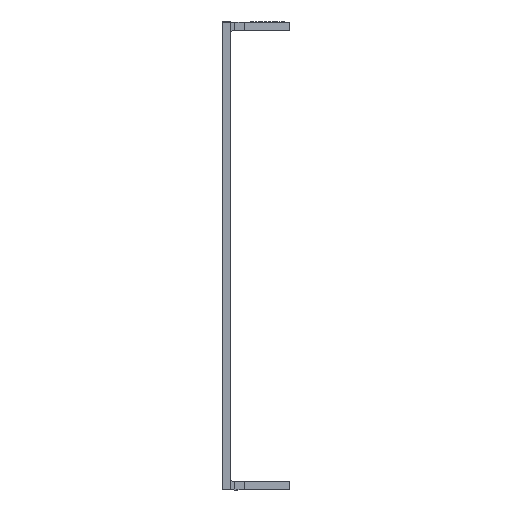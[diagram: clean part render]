
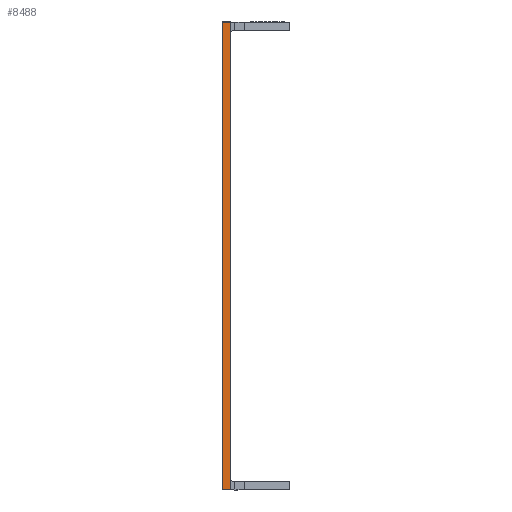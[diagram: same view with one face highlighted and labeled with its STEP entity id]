
A CAD part, left-side view. The second image highlights one B-rep face of the part: STEP entity #8488.
In plain terms, the highlighted planar face has unit normal (-1, 0, 0).
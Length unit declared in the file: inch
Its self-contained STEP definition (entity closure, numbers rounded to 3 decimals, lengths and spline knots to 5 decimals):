
#4293 = ORIENTED_EDGE ( 'NONE', *, *, #51388, .F. ) ;
#8488 = ADVANCED_FACE ( 'NONE', ( #59296 ), #52370, .T. ) ;
#9392 = DIRECTION ( 'NONE',  ( 0., 1., 0. ) ) ;
#9729 = CARTESIAN_POINT ( 'NONE',  ( -9.5, 0., -1.74 ) ) ;
#10622 = DIRECTION ( 'NONE',  ( 0., 0., 1. ) ) ;
#13640 = LINE ( 'NONE', #27444, #34001 ) ;
#17011 = VECTOR ( 'NONE', #67702, 39.37008 ) ;
#17175 = CARTESIAN_POINT ( 'NONE',  ( -9.5, 0.06, -1.74 ) ) ;
#17867 = CARTESIAN_POINT ( 'NONE',  ( -9.5, 0.06, 1.74 ) ) ;
#19923 = CARTESIAN_POINT ( 'NONE',  ( -9.5, 0., 1.74 ) ) ;
#21090 = LINE ( 'NONE', #28827, #17011 ) ;
#21910 = ORIENTED_EDGE ( 'NONE', *, *, #47800, .T. ) ;
#22827 = LINE ( 'NONE', #68633, #48475 ) ;
#25615 = CARTESIAN_POINT ( 'NONE',  ( -9.5, -38.63213, 1.74 ) ) ;
#27444 = CARTESIAN_POINT ( 'NONE',  ( -9.5, -38.63213, 1.74 ) ) ;
#28827 = CARTESIAN_POINT ( 'NONE',  ( -9.5, 0.06, 1.74 ) ) ;
#29078 = VERTEX_POINT ( 'NONE', #17175 ) ;
#32216 = VERTEX_POINT ( 'NONE', #9729 ) ;
#32224 = EDGE_LOOP ( 'NONE', ( #49221, #4293, #21910, #39897 ) ) ;
#32916 = VECTOR ( 'NONE', #10622, 39.37008 ) ;
#34001 = VECTOR ( 'NONE', #80606, 39.37008 ) ;
#39897 = ORIENTED_EDGE ( 'NONE', *, *, #56350, .T. ) ;
#45216 = VERTEX_POINT ( 'NONE', #17867 ) ;
#47800 = EDGE_CURVE ( 'NONE', #32216, #67603, #81528, .T. ) ;
#48475 = VECTOR ( 'NONE', #9392, 39.37008 ) ;
#49221 = ORIENTED_EDGE ( 'NONE', *, *, #65435, .F. ) ;
#51388 = EDGE_CURVE ( 'NONE', #32216, #29078, #22827, .T. ) ;
#52370 = PLANE ( 'NONE',  #55434 ) ;
#55434 = AXIS2_PLACEMENT_3D ( 'NONE', #25615, #78778, #72289 ) ;
#55549 = CARTESIAN_POINT ( 'NONE',  ( -9.5, 0., 1.74 ) ) ;
#56350 = EDGE_CURVE ( 'NONE', #67603, #45216, #13640, .T. ) ;
#59296 = FACE_OUTER_BOUND ( 'NONE', #32224, .T. ) ;
#65435 = EDGE_CURVE ( 'NONE', #29078, #45216, #21090, .T. ) ;
#67603 = VERTEX_POINT ( 'NONE', #19923 ) ;
#67702 = DIRECTION ( 'NONE',  ( 0., 0., 1. ) ) ;
#68633 = CARTESIAN_POINT ( 'NONE',  ( -9.5, -38.63213, -1.74 ) ) ;
#72289 = DIRECTION ( 'NONE',  ( 0., 0., 1. ) ) ;
#78778 = DIRECTION ( 'NONE',  ( -1., 0., 0. ) ) ;
#80606 = DIRECTION ( 'NONE',  ( 0., 1., 0. ) ) ;
#81528 = LINE ( 'NONE', #55549, #32916 ) ;
